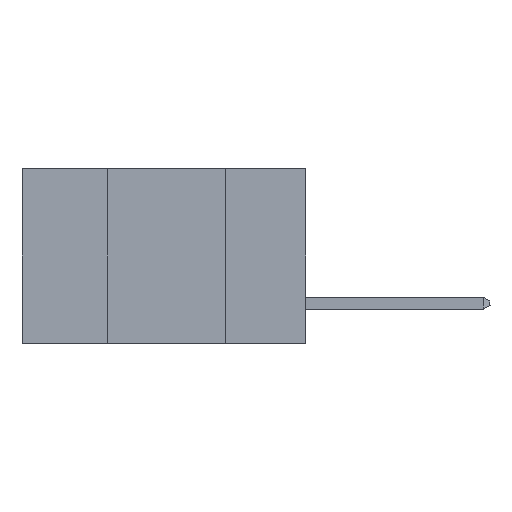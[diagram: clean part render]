
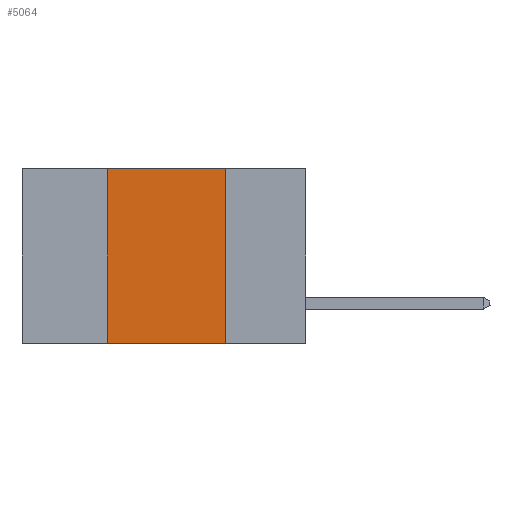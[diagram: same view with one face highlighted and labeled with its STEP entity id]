
A CAD part, left-side view. The second image highlights one B-rep face of the part: STEP entity #5064.
In plain terms, the highlighted planar face has unit normal (-1, 0, 0).
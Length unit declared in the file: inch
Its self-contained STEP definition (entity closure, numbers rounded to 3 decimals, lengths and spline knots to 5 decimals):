
#81 = EDGE_CURVE ( 'NONE', #3466, #545, #8099, .T. ) ;
#129 = VERTEX_POINT ( 'NONE', #1276 ) ;
#174 = ORIENTED_EDGE ( 'NONE', *, *, #13631, .F. ) ;
#545 = VERTEX_POINT ( 'NONE', #8198 ) ;
#1276 = CARTESIAN_POINT ( 'NONE',  ( 0., 0.17, 0. ) ) ;
#1402 = DIRECTION ( 'NONE',  ( 0., 0., 1. ) ) ;
#1461 = CARTESIAN_POINT ( 'NONE',  ( 0., 0.6, 0. ) ) ;
#2011 = FACE_OUTER_BOUND ( 'NONE', #12119, .T. ) ;
#2060 = DIRECTION ( 'NONE',  ( 0., -1., 0. ) ) ;
#2579 = CARTESIAN_POINT ( 'NONE',  ( 0., 0.42, -0.37 ) ) ;
#3466 = VERTEX_POINT ( 'NONE', #2579 ) ;
#3567 = DIRECTION ( 'NONE',  ( 0., 0., -1. ) ) ;
#3613 = CARTESIAN_POINT ( 'NONE',  ( 0., 0.6, 0. ) ) ;
#3822 = LINE ( 'NONE', #1461, #13502 ) ;
#5064 = ADVANCED_FACE ( 'NONE', ( #2011 ), #8868, .F. ) ;
#5128 = LINE ( 'NONE', #5623, #12777 ) ;
#5457 = VERTEX_POINT ( 'NONE', #13221 ) ;
#5623 = CARTESIAN_POINT ( 'NONE',  ( 0., 0.42, -0.37 ) ) ;
#5863 = EDGE_CURVE ( 'NONE', #5457, #129, #3822, .T. ) ;
#5973 = ORIENTED_EDGE ( 'NONE', *, *, #81, .T. ) ;
#6239 = CARTESIAN_POINT ( 'NONE',  ( 0., 0.6, -0.37 ) ) ;
#6272 = CARTESIAN_POINT ( 'NONE',  ( 0., 0.17, -0.37 ) ) ;
#6548 = DIRECTION ( 'NONE',  ( 0., 0., -1. ) ) ;
#6718 = AXIS2_PLACEMENT_3D ( 'NONE', #3613, #9922, #3567 ) ;
#7593 = VECTOR ( 'NONE', #2060, 39.37008 ) ;
#7818 = DIRECTION ( 'NONE',  ( 0., -1., 0. ) ) ;
#8099 = LINE ( 'NONE', #6239, #7593 ) ;
#8198 = CARTESIAN_POINT ( 'NONE',  ( 0., 0.17, -0.37 ) ) ;
#8363 = ORIENTED_EDGE ( 'NONE', *, *, #8975, .F. ) ;
#8868 = PLANE ( 'NONE',  #6718 ) ;
#8975 = EDGE_CURVE ( 'NONE', #3466, #5457, #5128, .T. ) ;
#9044 = VECTOR ( 'NONE', #6548, 39.37008 ) ;
#9922 = DIRECTION ( 'NONE',  ( 1., 0., 0. ) ) ;
#11310 = ORIENTED_EDGE ( 'NONE', *, *, #5863, .F. ) ;
#11863 = LINE ( 'NONE', #6272, #9044 ) ;
#12119 = EDGE_LOOP ( 'NONE', ( #174, #11310, #8363, #5973 ) ) ;
#12777 = VECTOR ( 'NONE', #1402, 39.37008 ) ;
#13221 = CARTESIAN_POINT ( 'NONE',  ( 0., 0.42, 0. ) ) ;
#13502 = VECTOR ( 'NONE', #7818, 39.37008 ) ;
#13631 = EDGE_CURVE ( 'NONE', #129, #545, #11863, .T. ) ;
